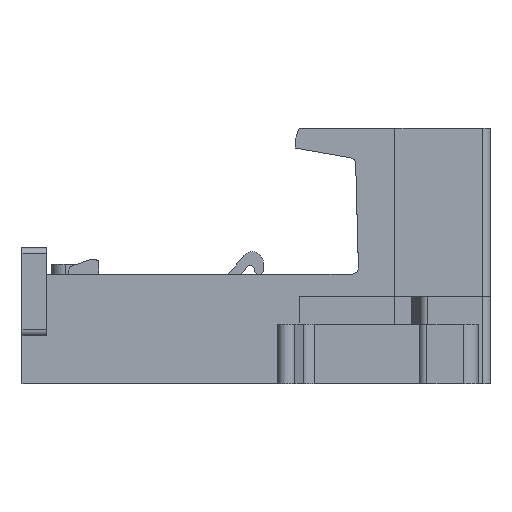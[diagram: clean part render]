
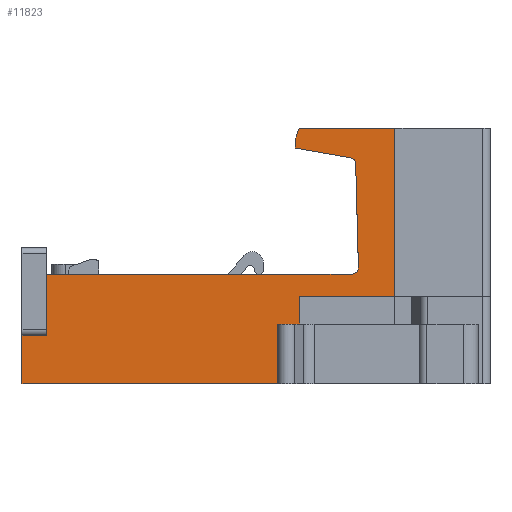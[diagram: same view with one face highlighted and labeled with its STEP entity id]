
A CAD part, left-side view. The second image highlights one B-rep face of the part: STEP entity #11823.
In plain terms, the highlighted planar face has unit normal (-1, 0, 0).
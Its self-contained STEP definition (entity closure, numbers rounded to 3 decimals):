
#193=CIRCLE('',#12594,1.85);
#194=CIRCLE('',#12595,0.4);
#195=CIRCLE('',#12596,0.5);
#1422=ORIENTED_EDGE('',*,*,#4705,.T.);
#1423=ORIENTED_EDGE('',*,*,#4942,.T.);
#1424=ORIENTED_EDGE('',*,*,#4943,.F.);
#1425=ORIENTED_EDGE('',*,*,#4729,.F.);
#1426=ORIENTED_EDGE('',*,*,#4944,.F.);
#1427=ORIENTED_EDGE('',*,*,#4945,.T.);
#1428=ORIENTED_EDGE('',*,*,#4946,.F.);
#1429=ORIENTED_EDGE('',*,*,#4947,.T.);
#1430=ORIENTED_EDGE('',*,*,#4948,.F.);
#1431=ORIENTED_EDGE('',*,*,#4949,.F.);
#1432=ORIENTED_EDGE('',*,*,#4950,.F.);
#1433=ORIENTED_EDGE('',*,*,#4951,.F.);
#1434=ORIENTED_EDGE('',*,*,#4952,.F.);
#1435=ORIENTED_EDGE('',*,*,#4953,.F.);
#1436=ORIENTED_EDGE('',*,*,#4954,.T.);
#1437=ORIENTED_EDGE('',*,*,#4955,.F.);
#1438=ORIENTED_EDGE('',*,*,#4956,.T.);
#1439=ORIENTED_EDGE('',*,*,#4859,.F.);
#4705=EDGE_CURVE('',#6498,#6497,#7639,.T.);
#4729=EDGE_CURVE('',#6516,#6518,#7655,.T.);
#4859=EDGE_CURVE('',#6498,#6638,#7744,.T.);
#4942=EDGE_CURVE('',#6497,#6680,#7807,.T.);
#4943=EDGE_CURVE('',#6518,#6680,#7808,.T.);
#4944=EDGE_CURVE('',#6681,#6516,#7809,.T.);
#4945=EDGE_CURVE('',#6681,#6682,#7810,.T.);
#4946=EDGE_CURVE('',#6683,#6682,#7811,.T.);
#4947=EDGE_CURVE('',#6683,#6684,#7812,.T.);
#4948=EDGE_CURVE('',#6685,#6684,#7813,.T.);
#4949=EDGE_CURVE('',#6686,#6685,#7814,.T.);
#4950=EDGE_CURVE('',#6687,#6686,#7815,.T.);
#4951=EDGE_CURVE('',#6688,#6687,#193,.T.);
#4952=EDGE_CURVE('',#6689,#6688,#7816,.T.);
#4953=EDGE_CURVE('',#6690,#6689,#7817,.T.);
#4954=EDGE_CURVE('',#6690,#6691,#194,.T.);
#4955=EDGE_CURVE('',#6692,#6691,#7818,.T.);
#4956=EDGE_CURVE('',#6692,#6638,#195,.T.);
#6497=VERTEX_POINT('',#17604);
#6498=VERTEX_POINT('',#17606);
#6516=VERTEX_POINT('',#17657);
#6518=VERTEX_POINT('',#17660);
#6638=VERTEX_POINT('',#17911);
#6680=VERTEX_POINT('',#18077);
#6681=VERTEX_POINT('',#18080);
#6682=VERTEX_POINT('',#18082);
#6683=VERTEX_POINT('',#18084);
#6684=VERTEX_POINT('',#18086);
#6685=VERTEX_POINT('',#18088);
#6686=VERTEX_POINT('',#18090);
#6687=VERTEX_POINT('',#18092);
#6688=VERTEX_POINT('',#18094);
#6689=VERTEX_POINT('',#18096);
#6690=VERTEX_POINT('',#18098);
#6691=VERTEX_POINT('',#18100);
#6692=VERTEX_POINT('',#18102);
#7639=LINE('',#17605,#9010);
#7655=LINE('',#17659,#9026);
#7744=LINE('',#17910,#9115);
#7807=LINE('',#18076,#9178);
#7808=LINE('',#18078,#9179);
#7809=LINE('',#18079,#9180);
#7810=LINE('',#18081,#9181);
#7811=LINE('',#18083,#9182);
#7812=LINE('',#18085,#9183);
#7813=LINE('',#18087,#9184);
#7814=LINE('',#18089,#9185);
#7815=LINE('',#18091,#9186);
#7816=LINE('',#18095,#9187);
#7817=LINE('',#18097,#9188);
#7818=LINE('',#18101,#9189);
#9010=VECTOR('',#13930,1000.);
#9026=VECTOR('',#13966,1000.);
#9115=VECTOR('',#14139,1000.);
#9178=VECTOR('',#14324,1000.);
#9179=VECTOR('',#14325,1000.);
#9180=VECTOR('',#14326,1000.);
#9181=VECTOR('',#14327,1000.);
#9182=VECTOR('',#14328,1000.);
#9183=VECTOR('',#14329,1000.);
#9184=VECTOR('',#14330,1000.);
#9185=VECTOR('',#14331,1000.);
#9186=VECTOR('',#14332,1000.);
#9187=VECTOR('',#14335,1000.);
#9188=VECTOR('',#14336,1000.);
#9189=VECTOR('',#14339,1000.);
#10206=EDGE_LOOP('',(#1422,#1423,#1424,#1425,#1426,#1427,#1428,#1429,#1430,
#1431,#1432,#1433,#1434,#1435,#1436,#1437,#1438,#1439));
#10834=FACE_BOUND('',#10206,.T.);
#11409=PLANE('',#12593);
#11823=ADVANCED_FACE('',(#10834),#11409,.F.);
#12593=AXIS2_PLACEMENT_3D('',#18075,#14322,#14323);
#12594=AXIS2_PLACEMENT_3D('',#18093,#14333,#14334);
#12595=AXIS2_PLACEMENT_3D('',#18099,#14337,#14338);
#12596=AXIS2_PLACEMENT_3D('',#18103,#14340,#14341);
#13930=DIRECTION('',(0.,0.,-1.));
#13966=DIRECTION('',(0.,1.,0.));
#14139=DIRECTION('',(0.,-1.,0.));
#14322=DIRECTION('',(1.,0.,0.));
#14323=DIRECTION('',(0.,0.,-1.));
#14324=DIRECTION('',(0.,1.,0.));
#14325=DIRECTION('',(0.,0.,1.));
#14326=DIRECTION('',(0.,0.,-1.));
#14327=DIRECTION('',(0.,-1.,0.));
#14328=DIRECTION('',(0.,0.,-1.));
#14329=DIRECTION('',(0.,-1.,0.));
#14330=DIRECTION('',(0.,0.,-1.));
#14331=DIRECTION('',(0.,-1.,0.));
#14332=DIRECTION('',(0.,-0.375,0.927));
#14333=DIRECTION('',(1.,0.,0.));
#14334=DIRECTION('',(0.,0.,-1.));
#14335=DIRECTION('',(0.,0.,1.));
#14336=DIRECTION('',(0.,0.985,0.174));
#14337=DIRECTION('',(1.,0.,0.));
#14338=DIRECTION('',(0.,0.,-1.));
#14339=DIRECTION('',(0.,0.026,1.));
#14340=DIRECTION('',(1.,0.,0.));
#14341=DIRECTION('',(0.,0.,-1.));
#17604=CARTESIAN_POINT('',(-33.6,23.85,4.));
#17605=CARTESIAN_POINT('',(-33.6,23.85,8.2));
#17606=CARTESIAN_POINT('',(-33.6,23.85,7.5));
#17657=CARTESIAN_POINT('',(-33.6,8.,0.));
#17659=CARTESIAN_POINT('',(-33.6,0.,0.));
#17660=CARTESIAN_POINT('',(-33.6,25.5,0.));
#17910=CARTESIAN_POINT('',(-33.6,25.5,7.5));
#17911=CARTESIAN_POINT('',(-33.6,3.,7.5));
#18075=CARTESIAN_POINT('',(-33.6,3.,8.));
#18076=CARTESIAN_POINT('',(-33.6,23.85,4.));
#18077=CARTESIAN_POINT('',(-33.6,25.5,4.));
#18078=CARTESIAN_POINT('',(-33.6,25.5,0.));
#18079=CARTESIAN_POINT('',(-33.6,8.,8.));
#18080=CARTESIAN_POINT('',(-33.6,8.,4.1));
#18081=CARTESIAN_POINT('',(-33.6,3.,4.1));
#18082=CARTESIAN_POINT('',(-33.6,6.5,4.1));
#18083=CARTESIAN_POINT('',(-33.6,6.5,6.));
#18084=CARTESIAN_POINT('',(-33.6,6.5,6.));
#18085=CARTESIAN_POINT('',(-33.6,6.5,6.));
#18086=CARTESIAN_POINT('',(-33.6,0.,6.));
#18087=CARTESIAN_POINT('',(-33.6,0.,17.5));
#18088=CARTESIAN_POINT('',(-33.6,0.,17.5));
#18089=CARTESIAN_POINT('',(-33.6,6.541,17.5));
#18090=CARTESIAN_POINT('',(-33.6,6.541,17.5));
#18091=CARTESIAN_POINT('',(-33.6,6.665,17.193));
#18092=CARTESIAN_POINT('',(-33.6,6.665,17.193));
#18093=CARTESIAN_POINT('',(-33.6,4.95,16.5));
#18094=CARTESIAN_POINT('',(-33.6,6.8,16.5));
#18095=CARTESIAN_POINT('',(-33.6,6.8,16.131));
#18096=CARTESIAN_POINT('',(-33.6,6.8,16.131));
#18097=CARTESIAN_POINT('',(-33.6,3.016,15.464));
#18098=CARTESIAN_POINT('',(-33.6,3.016,15.464));
#18099=CARTESIAN_POINT('',(-33.6,3.085,15.07));
#18100=CARTESIAN_POINT('',(-33.6,2.685,15.08));
#18101=CARTESIAN_POINT('',(-33.6,2.5,8.013));
#18102=CARTESIAN_POINT('',(-33.6,2.5,8.013));
#18103=CARTESIAN_POINT('',(-33.6,3.,8.));
